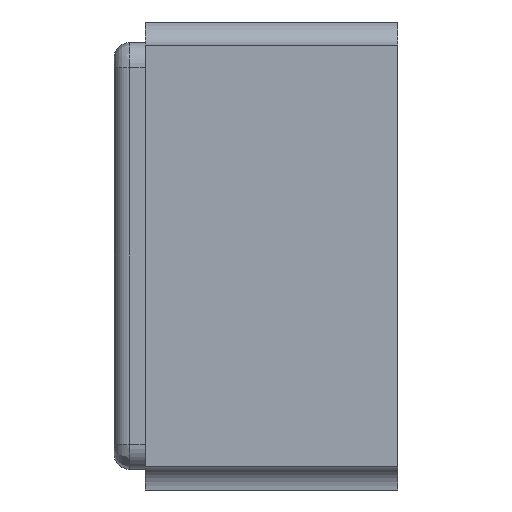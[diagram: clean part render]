
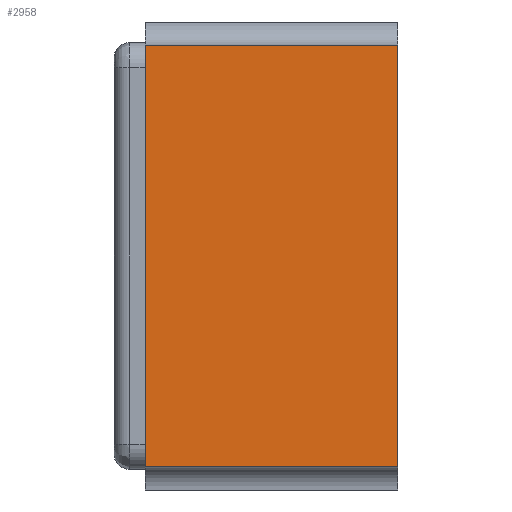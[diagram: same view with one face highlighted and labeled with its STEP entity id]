
A CAD part, left-side view. The second image highlights one B-rep face of the part: STEP entity #2958.
In plain terms, the highlighted planar face has unit normal (-1, 0, 0).
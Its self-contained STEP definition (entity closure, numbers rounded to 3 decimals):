
#63 = EDGE_CURVE ( 'NONE', #3195, #1706, #2352, .T. ) ;
#292 = LINE ( 'NONE', #2637, #3615 ) ;
#358 = CARTESIAN_POINT ( 'NONE',  ( -1.6, -0.01, 0.675 ) ) ;
#652 = LINE ( 'NONE', #358, #1960 ) ;
#733 = ORIENTED_EDGE ( 'NONE', *, *, #2463, .F. ) ;
#757 = EDGE_CURVE ( 'NONE', #3195, #1988, #292, .T. ) ;
#888 = CARTESIAN_POINT ( 'NONE',  ( -1.6, 0.8, -0.675 ) ) ;
#1037 = EDGE_CURVE ( 'NONE', #3061, #1706, #2404, .T. ) ;
#1226 = CARTESIAN_POINT ( 'NONE',  ( -1.6, 0.8, 0.675 ) ) ;
#1301 = EDGE_LOOP ( 'NONE', ( #1694, #3587, #733, #2281 ) ) ;
#1511 = DIRECTION ( 'NONE',  ( 0., 0., -1. ) ) ;
#1514 = AXIS2_PLACEMENT_3D ( 'NONE', #1604, #2521, #3108 ) ;
#1604 = CARTESIAN_POINT ( 'NONE',  ( -1.6, 0.9, 0.75 ) ) ;
#1689 = VECTOR ( 'NONE', #2999, 1000. ) ;
#1694 = ORIENTED_EDGE ( 'NONE', *, *, #63, .F. ) ;
#1706 = VERTEX_POINT ( 'NONE', #1226 ) ;
#1960 = VECTOR ( 'NONE', #1511, 1000. ) ;
#1988 = VERTEX_POINT ( 'NONE', #3402 ) ;
#2055 = DIRECTION ( 'NONE',  ( 0., 0., 1. ) ) ;
#2281 = ORIENTED_EDGE ( 'NONE', *, *, #1037, .T. ) ;
#2330 = CARTESIAN_POINT ( 'NONE',  ( -1.6, -0.01, 0.675 ) ) ;
#2352 = LINE ( 'NONE', #888, #3281 ) ;
#2391 = DIRECTION ( 'NONE',  ( 0., -1., 0. ) ) ;
#2404 = LINE ( 'NONE', #3267, #1689 ) ;
#2463 = EDGE_CURVE ( 'NONE', #3061, #1988, #652, .T. ) ;
#2501 = CARTESIAN_POINT ( 'NONE',  ( -1.6, 0.8, -0.675 ) ) ;
#2521 = DIRECTION ( 'NONE',  ( 1., 0., 0. ) ) ;
#2637 = CARTESIAN_POINT ( 'NONE',  ( -1.6, 0., -0.675 ) ) ;
#2774 = PLANE ( 'NONE',  #1514 ) ;
#2958 = ADVANCED_FACE ( 'NONE', ( #3674 ), #2774, .F. ) ;
#2999 = DIRECTION ( 'NONE',  ( 0., 1., 0. ) ) ;
#3061 = VERTEX_POINT ( 'NONE', #2330 ) ;
#3108 = DIRECTION ( 'NONE',  ( 0., 1., 0. ) ) ;
#3195 = VERTEX_POINT ( 'NONE', #2501 ) ;
#3267 = CARTESIAN_POINT ( 'NONE',  ( -1.6, 0., 0.675 ) ) ;
#3281 = VECTOR ( 'NONE', #2055, 1000. ) ;
#3402 = CARTESIAN_POINT ( 'NONE',  ( -1.6, -0.01, -0.675 ) ) ;
#3587 = ORIENTED_EDGE ( 'NONE', *, *, #757, .T. ) ;
#3615 = VECTOR ( 'NONE', #2391, 1000. ) ;
#3674 = FACE_OUTER_BOUND ( 'NONE', #1301, .T. ) ;
